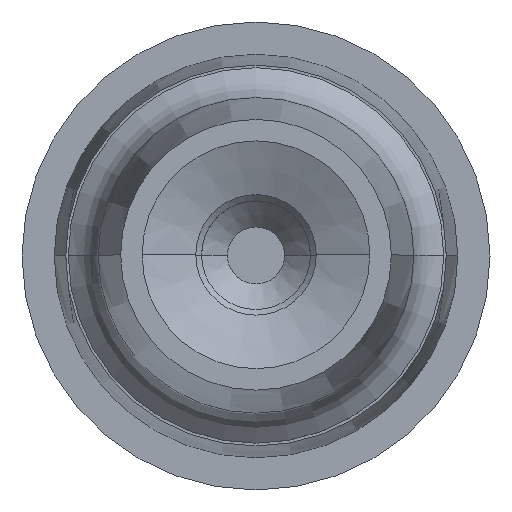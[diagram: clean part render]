
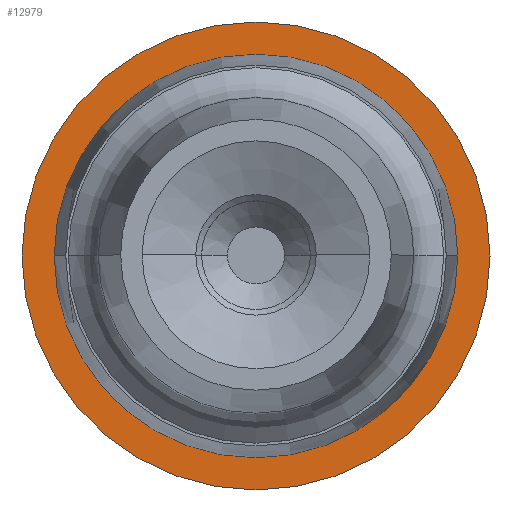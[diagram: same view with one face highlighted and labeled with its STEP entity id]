
A CAD part, top view. The second image highlights one B-rep face of the part: STEP entity #12979.
In plain terms, the highlighted face is planar.
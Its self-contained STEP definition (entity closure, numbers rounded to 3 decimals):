
#531 = CARTESIAN_POINT ( 'NONE',  ( 0.326, 0., 0. ) ) ;
#704 = DIRECTION ( 'NONE',  ( 0., 0., 1. ) ) ;
#1725 = CIRCLE ( 'NONE', #7141, 9.036 ) ;
#1918 = VERTEX_POINT ( 'NONE', #3983 ) ;
#2142 = DIRECTION ( 'NONE',  ( 1., 0., 0. ) ) ;
#2304 = FACE_BOUND ( 'NONE', #6062, .T. ) ;
#3983 = CARTESIAN_POINT ( 'NONE',  ( -5.024, 3.033, 0. ) ) ;
#4335 = CARTESIAN_POINT ( 'NONE',  ( -5.024, -3.033, 0. ) ) ;
#5989 = DIRECTION ( 'NONE',  ( 0., 0., -1. ) ) ;
#6062 = EDGE_LOOP ( 'NONE', ( #6188, #16779 ) ) ;
#6188 = ORIENTED_EDGE ( 'NONE', *, *, #20948, .T. ) ;
#6267 = EDGE_CURVE ( 'NONE', #1918, #15746, #18417, .T. ) ;
#7141 = AXIS2_PLACEMENT_3D ( 'NONE', #19182, #5989, #18973 ) ;
#7178 = DIRECTION ( 'NONE',  ( 1., 0., 0. ) ) ;
#7964 = EDGE_LOOP ( 'NONE', ( #10825, #17239 ) ) ;
#8246 = CARTESIAN_POINT ( 'NONE',  ( -5.024, -6.636, 0. ) ) ;
#8385 = VERTEX_POINT ( 'NONE', #17763 ) ;
#8661 = DIRECTION ( 'NONE',  ( 1., 0., 0. ) ) ;
#8880 = CARTESIAN_POINT ( 'NONE',  ( 0.326, 0., 0. ) ) ;
#9519 = CIRCLE ( 'NONE', #20723, 9.036 ) ;
#10332 = DIRECTION ( 'NONE',  ( 0., -1., 0. ) ) ;
#10825 = ORIENTED_EDGE ( 'NONE', *, *, #19125, .T. ) ;
#11167 = CIRCLE ( 'NONE', #19667, 6.15 ) ;
#11893 = CARTESIAN_POINT ( 'NONE',  ( 9.362, 0., 0. ) ) ;
#12979 = ADVANCED_FACE ( 'NONE', ( #2304, #15247 ), #16530, .F. ) ;
#13482 = DIRECTION ( 'NONE',  ( 0., 0., 1. ) ) ;
#15247 = FACE_OUTER_BOUND ( 'NONE', #7964, .T. ) ;
#15340 = DIRECTION ( 'NONE',  ( 0., 0., -1. ) ) ;
#15746 = VERTEX_POINT ( 'NONE', #4335 ) ;
#16530 = PLANE ( 'NONE',  #21034 ) ;
#16779 = ORIENTED_EDGE ( 'NONE', *, *, #6267, .T. ) ;
#17052 = CARTESIAN_POINT ( 'NONE',  ( 0.326, 0., 0. ) ) ;
#17239 = ORIENTED_EDGE ( 'NONE', *, *, #18980, .T. ) ;
#17464 = VECTOR ( 'NONE', #10332, 1000. ) ;
#17763 = CARTESIAN_POINT ( 'NONE',  ( -8.71, 0., 0. ) ) ;
#18417 = LINE ( 'NONE', #8246, #17464 ) ;
#18973 = DIRECTION ( 'NONE',  ( 1., 0., 0. ) ) ;
#18980 = EDGE_CURVE ( 'NONE', #20972, #8385, #9519, .T. ) ;
#19125 = EDGE_CURVE ( 'NONE', #8385, #20972, #1725, .T. ) ;
#19182 = CARTESIAN_POINT ( 'NONE',  ( 0.326, 0., 0. ) ) ;
#19667 = AXIS2_PLACEMENT_3D ( 'NONE', #531, #13482, #2142 ) ;
#20723 = AXIS2_PLACEMENT_3D ( 'NONE', #17052, #15340, #8661 ) ;
#20948 = EDGE_CURVE ( 'NONE', #15746, #1918, #11167, .T. ) ;
#20972 = VERTEX_POINT ( 'NONE', #11893 ) ;
#21034 = AXIS2_PLACEMENT_3D ( 'NONE', #8880, #704, #7178 ) ;
